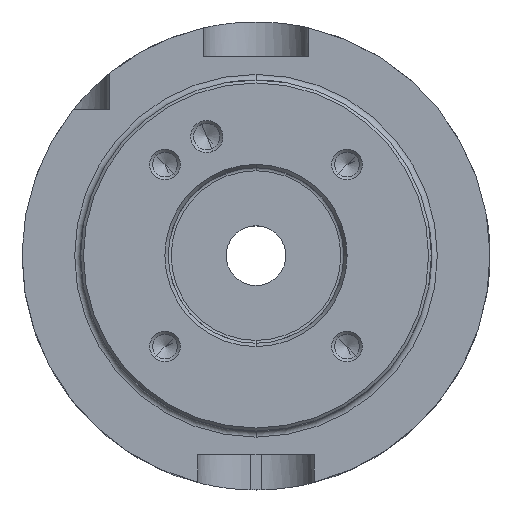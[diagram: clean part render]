
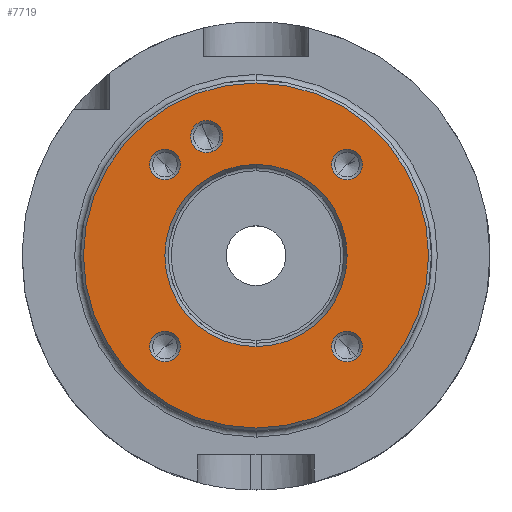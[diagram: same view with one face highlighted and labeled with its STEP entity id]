
A CAD part, top view. The second image highlights one B-rep face of the part: STEP entity #7719.
In plain terms, the highlighted planar face has unit normal (0, 0, 1).
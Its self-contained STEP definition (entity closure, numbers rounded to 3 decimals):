
#1165=CARTESIAN_POINT('',(0.,0.,50.));
#1166=DIRECTION('',(0.,0.,1.));
#1167=DIRECTION('',(1.,0.,0.));
#1168=AXIS2_PLACEMENT_3D('',#1165,#1166,#1167);
#1173=CARTESIAN_POINT('',(0.,0.,50.));
#1174=DIRECTION('',(0.,0.,1.));
#1175=DIRECTION('',(-1.,0.,0.));
#1176=AXIS2_PLACEMENT_3D('',#1173,#1174,#1175);
#1181=CARTESIAN_POINT('',(-8.419,20.325,50.));
#1182=DIRECTION('',(0.,0.,-1.));
#1183=DIRECTION('',(0.383,-0.924,0.));
#1184=AXIS2_PLACEMENT_3D('',#1181,#1182,#1183);
#1189=CARTESIAN_POINT('',(-8.419,20.325,50.));
#1190=DIRECTION('',(0.,0.,-1.));
#1191=DIRECTION('',(-0.383,0.924,0.));
#1192=AXIS2_PLACEMENT_3D('',#1189,#1190,#1191);
#1197=CARTESIAN_POINT('',(-15.556,-15.556,50.));
#1198=DIRECTION('',(0.,0.,-1.));
#1199=DIRECTION('',(-0.707,-0.707,0.));
#1200=AXIS2_PLACEMENT_3D('',#1197,#1198,#1199);
#1205=CARTESIAN_POINT('',(-15.556,-15.556,50.));
#1206=DIRECTION('',(0.,0.,-1.));
#1207=DIRECTION('',(0.707,0.707,0.));
#1208=AXIS2_PLACEMENT_3D('',#1205,#1206,#1207);
#1213=CARTESIAN_POINT('',(-15.556,15.556,50.));
#1214=DIRECTION('',(0.,0.,-1.));
#1215=DIRECTION('',(-0.707,0.707,0.));
#1216=AXIS2_PLACEMENT_3D('',#1213,#1214,#1215);
#1221=CARTESIAN_POINT('',(-15.556,15.556,50.));
#1222=DIRECTION('',(0.,0.,-1.));
#1223=DIRECTION('',(0.707,-0.707,0.));
#1224=AXIS2_PLACEMENT_3D('',#1221,#1222,#1223);
#1229=CARTESIAN_POINT('',(15.556,15.556,50.));
#1230=DIRECTION('',(0.,0.,-1.));
#1231=DIRECTION('',(0.707,0.707,0.));
#1232=AXIS2_PLACEMENT_3D('',#1229,#1230,#1231);
#1237=CARTESIAN_POINT('',(15.556,15.556,50.));
#1238=DIRECTION('',(0.,0.,-1.));
#1239=DIRECTION('',(-0.707,-0.707,0.));
#1240=AXIS2_PLACEMENT_3D('',#1237,#1238,#1239);
#1245=CARTESIAN_POINT('',(15.556,-15.556,50.));
#1246=DIRECTION('',(0.,0.,-1.));
#1247=DIRECTION('',(0.707,-0.707,0.));
#1248=AXIS2_PLACEMENT_3D('',#1245,#1246,#1247);
#1253=CARTESIAN_POINT('',(15.556,-15.556,50.));
#1254=DIRECTION('',(0.,0.,-1.));
#1255=DIRECTION('',(-0.707,0.707,0.));
#1256=AXIS2_PLACEMENT_3D('',#1253,#1254,#1255);
#1261=CARTESIAN_POINT('',(0.,0.,50.));
#1262=DIRECTION('',(0.,0.,-1.));
#1263=DIRECTION('',(0.,-1.,0.));
#1264=AXIS2_PLACEMENT_3D('',#1261,#1262,#1263);
#1277=CARTESIAN_POINT('',(0.,0.,50.));
#1278=DIRECTION('',(0.,0.,-1.));
#1279=DIRECTION('',(0.,1.,0.));
#1280=AXIS2_PLACEMENT_3D('',#1277,#1278,#1279);
#6734=CARTESIAN_POINT('',(29.5,0.,50.));
#6735=CARTESIAN_POINT('',(-29.5,0.,50.));
#6736=VERTEX_POINT('',#6734);
#6737=VERTEX_POINT('',#6735);
#6796=CARTESIAN_POINT('',(-7.367,17.785,50.));
#6797=VERTEX_POINT('',#6796);
#6798=CARTESIAN_POINT('',(-9.471,22.866,50.));
#6799=VERTEX_POINT('',#6798);
#6810=CARTESIAN_POINT('',(-17.413,-17.413,50.));
#6811=VERTEX_POINT('',#6810);
#6812=CARTESIAN_POINT('',(-13.7,-13.7,50.));
#6813=VERTEX_POINT('',#6812);
#6820=CARTESIAN_POINT('',(-17.413,17.413,50.));
#6821=VERTEX_POINT('',#6820);
#6822=CARTESIAN_POINT('',(-13.7,13.7,50.));
#6823=VERTEX_POINT('',#6822);
#6830=CARTESIAN_POINT('',(17.413,17.413,50.));
#6831=VERTEX_POINT('',#6830);
#6832=CARTESIAN_POINT('',(13.7,13.7,50.));
#6833=VERTEX_POINT('',#6832);
#6840=CARTESIAN_POINT('',(17.413,-17.413,50.));
#6841=VERTEX_POINT('',#6840);
#6842=CARTESIAN_POINT('',(13.7,-13.7,50.));
#6843=VERTEX_POINT('',#6842);
#6900=CARTESIAN_POINT('',(0.,-15.577,50.));
#6901=CARTESIAN_POINT('',(0.,15.577,50.));
#6902=VERTEX_POINT('',#6900);
#6903=VERTEX_POINT('',#6901);
#7673=CARTESIAN_POINT('',(0.,0.,50.));
#7674=DIRECTION('',(0.,0.,-1.));
#7675=DIRECTION('',(1.,0.,0.));
#7676=AXIS2_PLACEMENT_3D('',#7673,#7674,#7675);
#7677=PLANE('',#7676);
#7679=ORIENTED_EDGE('',*,*,#7678,.F.);
#7680=ORIENTED_EDGE('',*,*,#7663,.F.);
#7681=EDGE_LOOP('',(#7679,#7680));
#7682=FACE_OUTER_BOUND('',#7681,.F.);
#7684=ORIENTED_EDGE('',*,*,#7683,.F.);
#7686=ORIENTED_EDGE('',*,*,#7685,.F.);
#7687=EDGE_LOOP('',(#7684,#7686));
#7688=FACE_BOUND('',#7687,.F.);
#7690=ORIENTED_EDGE('',*,*,#7689,.F.);
#7692=ORIENTED_EDGE('',*,*,#7691,.F.);
#7693=EDGE_LOOP('',(#7690,#7692));
#7694=FACE_BOUND('',#7693,.F.);
#7696=ORIENTED_EDGE('',*,*,#7695,.F.);
#7698=ORIENTED_EDGE('',*,*,#7697,.F.);
#7699=EDGE_LOOP('',(#7696,#7698));
#7700=FACE_BOUND('',#7699,.F.);
#7702=ORIENTED_EDGE('',*,*,#7701,.F.);
#7704=ORIENTED_EDGE('',*,*,#7703,.F.);
#7705=EDGE_LOOP('',(#7702,#7704));
#7706=FACE_BOUND('',#7705,.F.);
#7708=ORIENTED_EDGE('',*,*,#7707,.F.);
#7710=ORIENTED_EDGE('',*,*,#7709,.F.);
#7711=EDGE_LOOP('',(#7708,#7710));
#7712=FACE_BOUND('',#7711,.F.);
#7714=ORIENTED_EDGE('',*,*,#7713,.F.);
#7716=ORIENTED_EDGE('',*,*,#7715,.F.);
#7717=EDGE_LOOP('',(#7714,#7716));
#7718=FACE_BOUND('',#7717,.F.);
#1169=CIRCLE('',#1168,29.5);
#1177=CIRCLE('',#1176,29.5);
#1185=CIRCLE('',#1184,2.75);
#1193=CIRCLE('',#1192,2.75);
#1201=CIRCLE('',#1200,2.625);
#1209=CIRCLE('',#1208,2.625);
#1217=CIRCLE('',#1216,2.625);
#1225=CIRCLE('',#1224,2.625);
#1233=CIRCLE('',#1232,2.625);
#1241=CIRCLE('',#1240,2.625);
#1249=CIRCLE('',#1248,2.625);
#1257=CIRCLE('',#1256,2.625);
#1265=CIRCLE('',#1264,15.577);
#1281=CIRCLE('',#1280,15.577);
#7663=EDGE_CURVE('',#6737,#6736,#1177,.T.);
#7678=EDGE_CURVE('',#6736,#6737,#1169,.T.);
#7683=EDGE_CURVE('',#6902,#6903,#1265,.T.);
#7685=EDGE_CURVE('',#6903,#6902,#1281,.T.);
#7689=EDGE_CURVE('',#6797,#6799,#1185,.T.);
#7691=EDGE_CURVE('',#6799,#6797,#1193,.T.);
#7695=EDGE_CURVE('',#6811,#6813,#1201,.T.);
#7697=EDGE_CURVE('',#6813,#6811,#1209,.T.);
#7701=EDGE_CURVE('',#6821,#6823,#1217,.T.);
#7703=EDGE_CURVE('',#6823,#6821,#1225,.T.);
#7707=EDGE_CURVE('',#6831,#6833,#1233,.T.);
#7709=EDGE_CURVE('',#6833,#6831,#1241,.T.);
#7713=EDGE_CURVE('',#6841,#6843,#1249,.T.);
#7715=EDGE_CURVE('',#6843,#6841,#1257,.T.);
#7719=ADVANCED_FACE('',(#7682,#7688,#7694,#7700,#7706,#7712,#7718),#7677,.F.);
